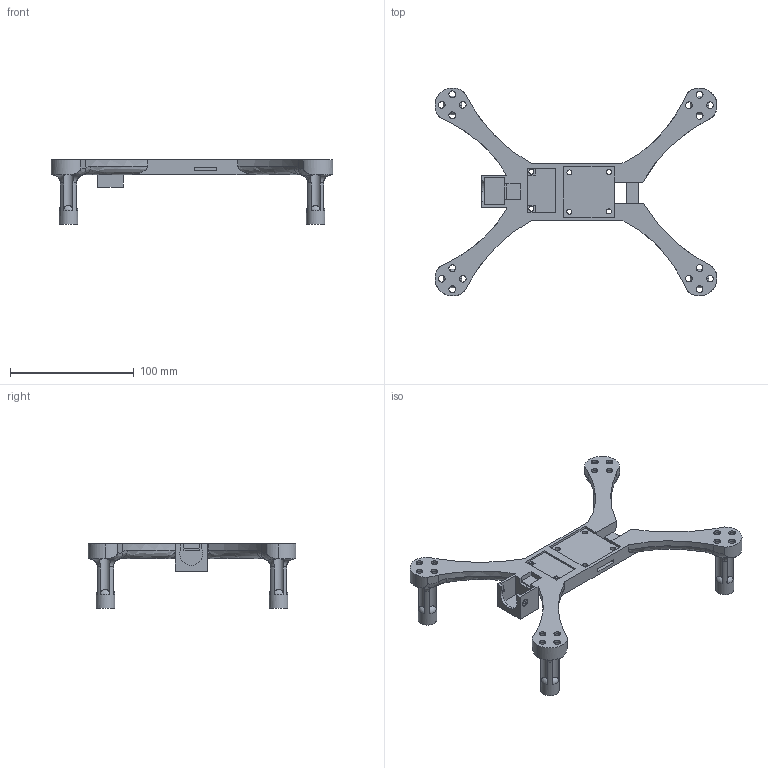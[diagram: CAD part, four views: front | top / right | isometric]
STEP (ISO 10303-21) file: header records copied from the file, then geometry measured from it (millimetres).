
FILE_DESCRIPTION(('HOOPS Exchange Step'),'2;1');
FILE_NAME('temp_export','2025-05-20T13:05:09+02:00',('mobile'),('Shapr3D Limited'),'HOOPS Exchange 2024.8','Shapr3D','Authorized');
FILE_SCHEMA( ('AP242_MANAGED_MODEL_BASED_3D_ENGINEERING_MIM_LF {1 0 10303 442 1 1 4}') );
Length unit declared in the file: millimetre
Products named in the file (1): root
Bounding box: 228.15 x 168.28 x 52 mm (x, y, z)
Volume: 127803.5 mm3; surface area: 50702.4 mm2
Topology: 1 solids, 1 shells, 271 faces, 789 edges, 528 vertices
Faces by surface type: plane 100, cylinder 82, bspline 57, torus 32
Full cylindrical faces by diameter (mm): 2.2 x2, 4.1 x6, 5.4 x2, 6 x1, 8.5 x16, 10 x4, 15 x4
Entity records: 30485 total; most frequent: CARTESIAN_POINT 23437, ORIENTED_EDGE 1578, DIRECTION 1235, EDGE_CURVE 789, VERTEX_POINT 528, AXIS2_PLACEMENT_3D 449, VECTOR 337, LINE 337
